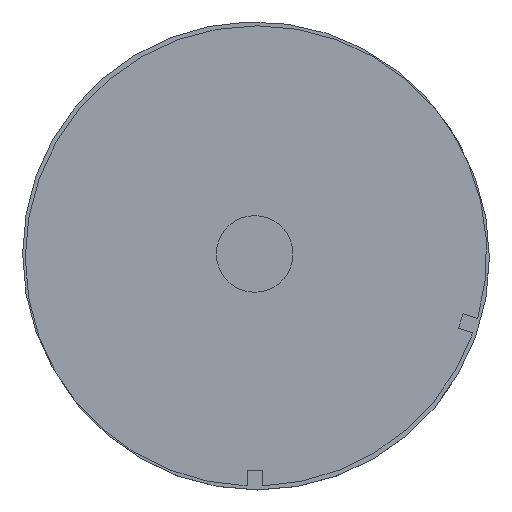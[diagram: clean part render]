
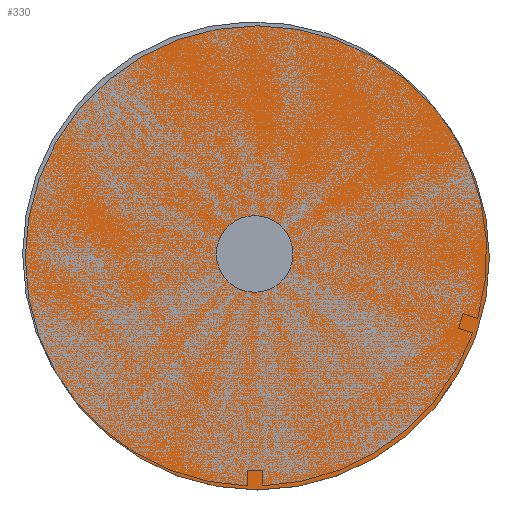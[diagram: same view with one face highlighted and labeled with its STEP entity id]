
A CAD part, top view. The second image highlights one B-rep face of the part: STEP entity #330.
In plain terms, the highlighted planar face has unit normal (0, 0, 1).
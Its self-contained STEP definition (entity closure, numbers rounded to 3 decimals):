
#28=FACE_BOUND('',#74,.T.);
#34=PLANE('',#385);
#50=FACE_OUTER_BOUND('',#73,.T.);
#73=EDGE_LOOP('',(#245));
#74=EDGE_LOOP('',(#246));
#149=CIRCLE('',#378,5.);
#153=CIRCLE('',#384,30.3);
#165=VERTEX_POINT('',#533);
#169=VERTEX_POINT('',#544);
#193=EDGE_CURVE('',#165,#165,#149,.T.);
#199=EDGE_CURVE('',#169,#169,#153,.T.);
#245=ORIENTED_EDGE('',*,*,#199,.T.);
#246=ORIENTED_EDGE('',*,*,#193,.T.);
#330=ADVANCED_FACE('',(#50,#28),#34,.T.);
#378=AXIS2_PLACEMENT_3D('',#534,#425,#426);
#384=AXIS2_PLACEMENT_3D('',#546,#439,#440);
#385=AXIS2_PLACEMENT_3D('',#547,#441,#442);
#425=DIRECTION('center_axis',(0.,0.,-1.));
#426=DIRECTION('ref_axis',(-1.,0.,0.));
#439=DIRECTION('center_axis',(0.,0.,1.));
#440=DIRECTION('ref_axis',(1.,0.,0.));
#441=DIRECTION('center_axis',(0.,0.,1.));
#442=DIRECTION('ref_axis',(1.,0.,0.));
#533=CARTESIAN_POINT('',(4.658,0.508,-65.));
#534=CARTESIAN_POINT('Origin',(-0.342,0.508,-65.));
#544=CARTESIAN_POINT('',(-30.3,0.,-65.));
#546=CARTESIAN_POINT('Origin',(0.,0.,-65.));
#547=CARTESIAN_POINT('Origin',(0.,0.,-65.));
